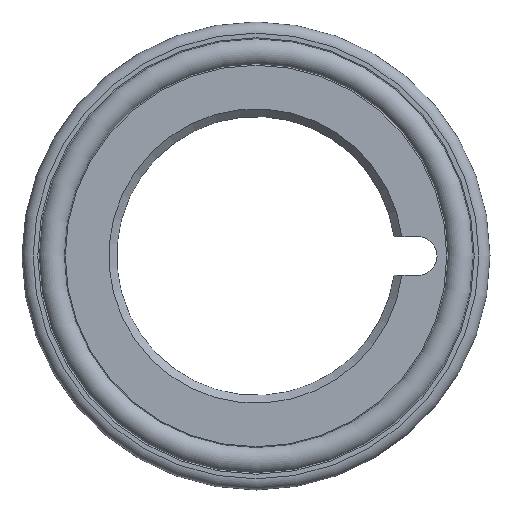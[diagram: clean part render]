
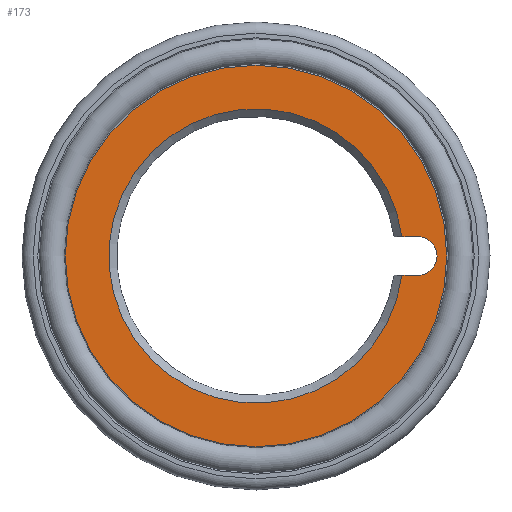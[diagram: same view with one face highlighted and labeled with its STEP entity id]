
A CAD part, front view. The second image highlights one B-rep face of the part: STEP entity #173.
In plain terms, the highlighted planar face has unit normal (0, -1, 0).
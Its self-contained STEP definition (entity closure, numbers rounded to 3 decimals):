
#3 = CARTESIAN_POINT ( 'NONE',  ( 14.5, -3., 0. ) ) ;
#29 = EDGE_LOOP ( 'NONE', ( #285 ) ) ;
#32 = CIRCLE ( 'NONE', #87, 13.21 ) ;
#39 = DIRECTION ( 'NONE',  ( 0., 1., 0. ) ) ;
#48 = DIRECTION ( 'NONE',  ( 0., 0., 1. ) ) ;
#50 = VERTEX_POINT ( 'NONE', #324 ) ;
#68 = VECTOR ( 'NONE', #232, 1000. ) ;
#79 = CARTESIAN_POINT ( 'NONE',  ( 14.5, -3., 1.75 ) ) ;
#81 = DIRECTION ( 'NONE',  ( 0., 1., 0. ) ) ;
#84 = DIRECTION ( 'NONE',  ( 0., 0., 1. ) ) ;
#87 = AXIS2_PLACEMENT_3D ( 'NONE', #246, #39, #385 ) ;
#88 = AXIS2_PLACEMENT_3D ( 'NONE', #256, #81, #422 ) ;
#113 = PLANE ( 'NONE',  #88 ) ;
#126 = ORIENTED_EDGE ( 'NONE', *, *, #294, .T. ) ;
#158 = CARTESIAN_POINT ( 'NONE',  ( 13.21, -3., 1.75 ) ) ;
#164 = CIRCLE ( 'NONE', #238, 1.75 ) ;
#165 = EDGE_LOOP ( 'NONE', ( #397, #223, #207, #126 ) ) ;
#173 = ADVANCED_FACE ( 'NONE', ( #277, #427 ), #113, .F. ) ;
#175 = CARTESIAN_POINT ( 'NONE',  ( 14.5, -3., -1.75 ) ) ;
#176 = DIRECTION ( 'NONE',  ( -1., 0., 0. ) ) ;
#200 = LINE ( 'NONE', #158, #68 ) ;
#207 = ORIENTED_EDGE ( 'NONE', *, *, #382, .T. ) ;
#210 = AXIS2_PLACEMENT_3D ( 'NONE', #268, #291, #48 ) ;
#223 = ORIENTED_EDGE ( 'NONE', *, *, #354, .T. ) ;
#231 = VERTEX_POINT ( 'NONE', #79 ) ;
#232 = DIRECTION ( 'NONE',  ( 1., 0., 0. ) ) ;
#238 = AXIS2_PLACEMENT_3D ( 'NONE', #3, #358, #84 ) ;
#246 = CARTESIAN_POINT ( 'NONE',  ( 0., -3., 0. ) ) ;
#256 = CARTESIAN_POINT ( 'NONE',  ( 13.21, -3., 0. ) ) ;
#268 = CARTESIAN_POINT ( 'NONE',  ( 0., -3., 0. ) ) ;
#273 = VERTEX_POINT ( 'NONE', #175 ) ;
#277 = FACE_OUTER_BOUND ( 'NONE', #29, .T. ) ;
#279 = CARTESIAN_POINT ( 'NONE',  ( 13.21, -3., -1.75 ) ) ;
#285 = ORIENTED_EDGE ( 'NONE', *, *, #414, .F. ) ;
#291 = DIRECTION ( 'NONE',  ( 0., 1., 0. ) ) ;
#294 = EDGE_CURVE ( 'NONE', #315, #231, #200, .T. ) ;
#311 = CARTESIAN_POINT ( 'NONE',  ( 13.094, -3., -1.75 ) ) ;
#315 = VERTEX_POINT ( 'NONE', #367 ) ;
#319 = CIRCLE ( 'NONE', #210, 17.12 ) ;
#324 = CARTESIAN_POINT ( 'NONE',  ( 0., -3., 17.12 ) ) ;
#354 = EDGE_CURVE ( 'NONE', #273, #430, #425, .T. ) ;
#358 = DIRECTION ( 'NONE',  ( 0., 1., 0. ) ) ;
#361 = VECTOR ( 'NONE', #176, 1000. ) ;
#367 = CARTESIAN_POINT ( 'NONE',  ( 13.094, -3., 1.75 ) ) ;
#382 = EDGE_CURVE ( 'NONE', #430, #315, #32, .T. ) ;
#385 = DIRECTION ( 'NONE',  ( 0., 0., 1. ) ) ;
#397 = ORIENTED_EDGE ( 'NONE', *, *, #447, .T. ) ;
#414 = EDGE_CURVE ( 'NONE', #50, #50, #319, .T. ) ;
#422 = DIRECTION ( 'NONE',  ( 0., 0., 1. ) ) ;
#425 = LINE ( 'NONE', #279, #361 ) ;
#427 = FACE_BOUND ( 'NONE', #165, .T. ) ;
#430 = VERTEX_POINT ( 'NONE', #311 ) ;
#447 = EDGE_CURVE ( 'NONE', #231, #273, #164, .T. ) ;
